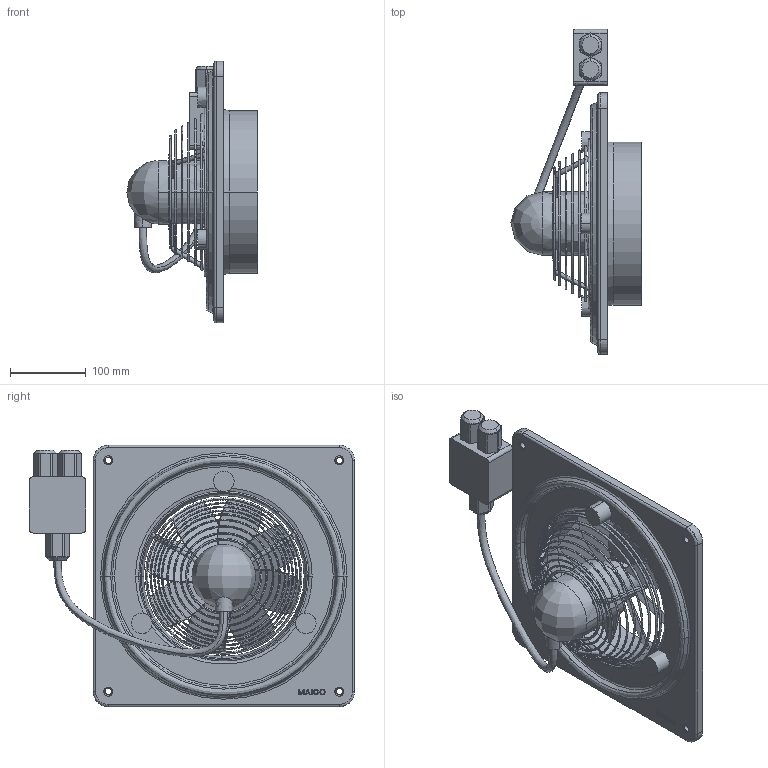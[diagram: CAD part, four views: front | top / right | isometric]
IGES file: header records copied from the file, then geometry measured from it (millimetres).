
Start section: Elysium IGES Interface
Global section: file name: 78H0083.0850 EZQ 20_4 E Ex e.igs; native system: PTC Creo Elements/Direct Modeling 19.0C  15-Aug-2015; preprocessor: Creo Element/Direct IGES_3D V2.2; author: Unknown; organization: Unknown; date: 20210122.084000; units: millimetre
Bounding box: 171.97 x 429 x 345 mm (x, y, z)
Volume: 1375703.8 mm3; surface area: 509778.8 mm2
Topology: 5 solids, 11 shells, 659 faces, 1828 edges, 1157 vertices
Faces by surface type: bspline 659
